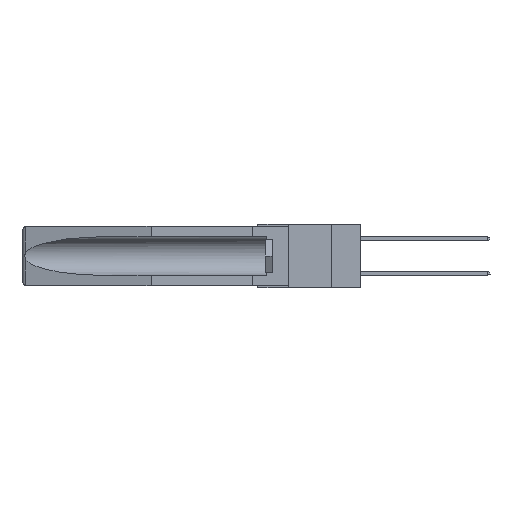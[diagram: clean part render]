
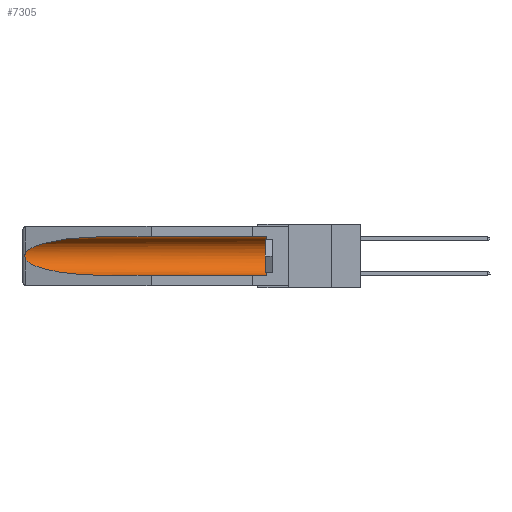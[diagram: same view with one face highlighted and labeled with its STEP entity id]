
A CAD part, left-side view. The second image highlights one B-rep face of the part: STEP entity #7305.
In plain terms, the highlighted cylindrical face has radius 2.857 mm (diameter 5.715 mm), a partial arc.
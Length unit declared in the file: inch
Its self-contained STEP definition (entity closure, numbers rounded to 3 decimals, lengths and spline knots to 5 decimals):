
#400 = CARTESIAN_POINT ( 'NONE',  ( 0.26597, 1.52961, -0.15275 ) ) ;
#469 = CARTESIAN_POINT ( 'NONE',  ( 0.26655, 1.53094, -0.18657 ) ) ;
#537 = CARTESIAN_POINT ( 'NONE',  ( 0.155, -0.30754, -0.284 ) ) ;
#1303 = CARTESIAN_POINT ( 'NONE',  ( 0.155, 0.126, -0.059 ) ) ;
#1398 = DIRECTION ( 'NONE',  ( 0., 0., 1. ) ) ;
#1789 = VECTOR ( 'NONE', #12055, 39.37008 ) ;
#1874 = CARTESIAN_POINT ( 'NONE',  ( 0.26654, 1.53092, -0.15636 ) ) ;
#2930 = CARTESIAN_POINT ( 'NONE',  ( 0.155, 1.07973, -0.059 ) ) ;
#3334 = CARTESIAN_POINT ( 'NONE',  ( 0.155, -0.30754, -0.059 ) ) ;
#3543 = AXIS2_PLACEMENT_3D ( 'NONE', #5692, #7154, #1398 ) ;
#3615 = ORIENTED_EDGE ( 'NONE', *, *, #9919, .T. ) ;
#4166 = CARTESIAN_POINT ( 'NONE',  ( 0.21114, 1.30732, -0.284 ) ) ;
#4349 = AXIS2_PLACEMENT_3D ( 'NONE', #5424, #5486, #8418 ) ;
#4546 = CARTESIAN_POINT ( 'NONE',  ( 0.26537, 1.52718, -0.19328 ) ) ;
#5002 = VERTEX_POINT ( 'NONE', #1303 ) ;
#5196 = ORIENTED_EDGE ( 'NONE', *, *, #8593, .T. ) ;
#5283 = ORIENTED_EDGE ( 'NONE', *, *, #9071, .T. ) ;
#5424 = CARTESIAN_POINT ( 'NONE',  ( 0.155, 0.126, -0.1715 ) ) ;
#5486 = DIRECTION ( 'NONE',  ( 0., -1., 0. ) ) ;
#5650 = ORIENTED_EDGE ( 'NONE', *, *, #7984, .T. ) ;
#5692 = CARTESIAN_POINT ( 'NONE',  ( 0.155, -0.30754, -0.1715 ) ) ;
#5849 = CARTESIAN_POINT ( 'NONE',  ( 0.25451, 1.48313, -0.09465 ) ) ;
#5943 = VERTEX_POINT ( 'NONE', #16301 ) ;
#6225 = CARTESIAN_POINT ( 'NONE',  ( 0.2675, 1.53308, -0.16763 ) ) ;
#6689 = DIRECTION ( 'NONE',  ( 0., 1., 0. ) ) ;
#7154 = DIRECTION ( 'NONE',  ( 0., 1., 0. ) ) ;
#7305 = ADVANCED_FACE ( 'NONE', ( #16331 ), #15653, .F. ) ;
#7679 = CARTESIAN_POINT ( 'NONE',  ( 0.155, 1.07973, -0.284 ) ) ;
#7696 = CARTESIAN_POINT ( 'NONE',  ( 0.2675, 1.53308, -0.17534 ) ) ;
#7984 = EDGE_CURVE ( 'NONE', #5943, #12330, #9676, .T. ) ;
#8353 = VERTEX_POINT ( 'NONE', #7679 ) ;
#8418 = DIRECTION ( 'NONE',  ( 0., 0., 1. ) ) ;
#8593 = EDGE_CURVE ( 'NONE', #12330, #8353, #17269, .T. ) ;
#8945 = CARTESIAN_POINT ( 'NONE',  ( 0.155, 1.07973, -0.284 ) ) ;
#9071 = EDGE_CURVE ( 'NONE', #10471, #5943, #13923, .T. ) ;
#9676 = B_SPLINE_CURVE_WITH_KNOTS ( 'NONE', 3,
 ( #17743, #400, #1874, #12051, #6225, #7696, #17878, #469, #10628, #10991 ),
 .UNSPECIFIED., .F., .F.,
 ( 4, 2, 2, 2, 4 ),
 ( 0., 0.00029, 0.00058, 0.00087, 0.00117 ),
 .UNSPECIFIED. ) ;
#9919 = EDGE_CURVE ( 'NONE', #5002, #10471, #13295, .T. ) ;
#10412 = LINE ( 'NONE', #537, #1789 ) ;
#10471 = VERTEX_POINT ( 'NONE', #2930 ) ;
#10628 = CARTESIAN_POINT ( 'NONE',  ( 0.26597, 1.5296, -0.19026 ) ) ;
#10991 = CARTESIAN_POINT ( 'NONE',  ( 0.26537, 1.52718, -0.19328 ) ) ;
#11518 = CARTESIAN_POINT ( 'NONE',  ( 0.155, 0.126, -0.284 ) ) ;
#12051 = CARTESIAN_POINT ( 'NONE',  ( 0.2673, 1.5327, -0.16383 ) ) ;
#12055 = DIRECTION ( 'NONE',  ( 0., 1., 0. ) ) ;
#12330 = VERTEX_POINT ( 'NONE', #4546 ) ;
#12928 = CARTESIAN_POINT ( 'NONE',  ( 0.26537, 1.52718, -0.19328 ) ) ;
#13040 = EDGE_LOOP ( 'NONE', ( #5283, #5650, #5196, #18270, #14976, #3615 ) ) ;
#13276 = CARTESIAN_POINT ( 'NONE',  ( 0.155, 1.07973, -0.059 ) ) ;
#13295 = LINE ( 'NONE', #3334, #14858 ) ;
#13630 = CIRCLE ( 'NONE', #4349, 0.1125 ) ;
#13923 =( BOUNDED_CURVE ( )  B_SPLINE_CURVE ( 3, ( #13276, #17499, #5849, #17380 ),
 .UNSPECIFIED., .F., .F. ) 
 B_SPLINE_CURVE_WITH_KNOTS ( ( 4, 4 ),
 ( 4.71239, 6.08839 ),
 .UNSPECIFIED. ) 
 CURVE ( )  GEOMETRIC_REPRESENTATION_ITEM ( )  RATIONAL_B_SPLINE_CURVE ( ( 1., 0.848, 0.848, 1. ) ) 
 REPRESENTATION_ITEM ( '' )  );
#14321 = EDGE_CURVE ( 'NONE', #15972, #8353, #10412, .T. ) ;
#14378 = CARTESIAN_POINT ( 'NONE',  ( 0.25451, 1.48313, -0.24835 ) ) ;
#14599 = EDGE_CURVE ( 'NONE', #15972, #5002, #13630, .T. ) ;
#14858 = VECTOR ( 'NONE', #6689, 39.37008 ) ;
#14976 = ORIENTED_EDGE ( 'NONE', *, *, #14599, .T. ) ;
#15653 = CYLINDRICAL_SURFACE ( 'NONE', #3543, 0.1125 ) ;
#15972 = VERTEX_POINT ( 'NONE', #11518 ) ;
#16301 = CARTESIAN_POINT ( 'NONE',  ( 0.26537, 1.52718, -0.14972 ) ) ;
#16331 = FACE_OUTER_BOUND ( 'NONE', #13040, .T. ) ;
#17269 =( BOUNDED_CURVE ( )  B_SPLINE_CURVE ( 3, ( #12928, #14378, #4166, #8945 ),
 .UNSPECIFIED., .F., .F. ) 
 B_SPLINE_CURVE_WITH_KNOTS ( ( 4, 4 ),
 ( 0.1948, 1.5708 ),
 .UNSPECIFIED. ) 
 CURVE ( )  GEOMETRIC_REPRESENTATION_ITEM ( )  RATIONAL_B_SPLINE_CURVE ( ( 1., 0.848, 0.848, 1. ) ) 
 REPRESENTATION_ITEM ( '' )  );
#17380 = CARTESIAN_POINT ( 'NONE',  ( 0.26537, 1.52718, -0.14972 ) ) ;
#17499 = CARTESIAN_POINT ( 'NONE',  ( 0.21114, 1.30732, -0.059 ) ) ;
#17743 = CARTESIAN_POINT ( 'NONE',  ( 0.26537, 1.52718, -0.14972 ) ) ;
#17878 = CARTESIAN_POINT ( 'NONE',  ( 0.2673, 1.53269, -0.17917 ) ) ;
#18270 = ORIENTED_EDGE ( 'NONE', *, *, #14321, .F. ) ;
